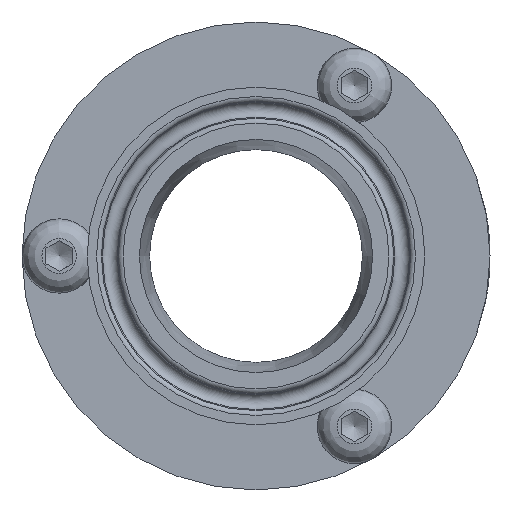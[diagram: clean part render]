
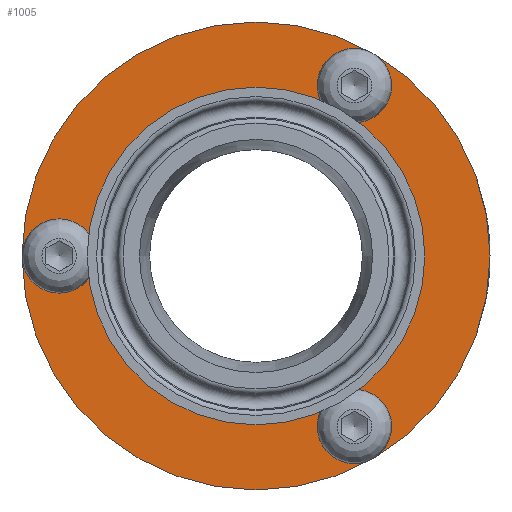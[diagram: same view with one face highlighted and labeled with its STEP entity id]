
A CAD part, left-side view. The second image highlights one B-rep face of the part: STEP entity #1005.
In plain terms, the highlighted planar face has unit normal (-1, 0, 0).
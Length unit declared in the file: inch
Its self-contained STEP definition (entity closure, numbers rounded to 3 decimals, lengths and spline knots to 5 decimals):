
#133=PLANE('',#1143);
#159=FACE_BOUND('',#332,.T.);
#160=FACE_BOUND('',#333,.T.);
#161=FACE_BOUND('',#334,.T.);
#162=FACE_BOUND('',#335,.T.);
#244=FACE_OUTER_BOUND('',#331,.T.);
#331=EDGE_LOOP('',(#785));
#332=EDGE_LOOP('',(#786));
#333=EDGE_LOOP('',(#787));
#334=EDGE_LOOP('',(#788));
#335=EDGE_LOOP('',(#789));
#501=CIRCLE('',#1142,0.8125);
#502=CIRCLE('',#1144,1.375);
#503=CIRCLE('',#1145,0.14063);
#504=CIRCLE('',#1146,0.14063);
#505=CIRCLE('',#1147,0.14063);
#583=VERTEX_POINT('',#1689);
#584=VERTEX_POINT('',#1692);
#585=VERTEX_POINT('',#1694);
#586=VERTEX_POINT('',#1696);
#587=VERTEX_POINT('',#1698);
#680=EDGE_CURVE('',#583,#583,#501,.T.);
#681=EDGE_CURVE('',#584,#584,#502,.T.);
#682=EDGE_CURVE('',#585,#585,#503,.T.);
#683=EDGE_CURVE('',#586,#586,#504,.T.);
#684=EDGE_CURVE('',#587,#587,#505,.T.);
#785=ORIENTED_EDGE('',*,*,#681,.F.);
#786=ORIENTED_EDGE('',*,*,#682,.T.);
#787=ORIENTED_EDGE('',*,*,#683,.T.);
#788=ORIENTED_EDGE('',*,*,#684,.T.);
#789=ORIENTED_EDGE('',*,*,#680,.F.);
#1005=ADVANCED_FACE('',(#244,#159,#160,#161,#162),#133,.T.);
#1142=AXIS2_PLACEMENT_3D('',#1690,#1324,#1325);
#1143=AXIS2_PLACEMENT_3D('',#1691,#1326,#1327);
#1144=AXIS2_PLACEMENT_3D('',#1693,#1328,#1329);
#1145=AXIS2_PLACEMENT_3D('',#1695,#1330,#1331);
#1146=AXIS2_PLACEMENT_3D('',#1697,#1332,#1333);
#1147=AXIS2_PLACEMENT_3D('',#1699,#1334,#1335);
#1324=DIRECTION('center_axis',(-1.,0.,0.));
#1325=DIRECTION('ref_axis',(0.,-1.,0.));
#1326=DIRECTION('center_axis',(-1.,0.,0.));
#1327=DIRECTION('ref_axis',(0.,0.,1.));
#1328=DIRECTION('center_axis',(1.,0.,0.));
#1329=DIRECTION('ref_axis',(0.,1.,0.));
#1330=DIRECTION('center_axis',(1.,0.,0.));
#1331=DIRECTION('ref_axis',(0.,0.,-1.));
#1332=DIRECTION('center_axis',(1.,0.,0.));
#1333=DIRECTION('ref_axis',(0.,0.866,0.5));
#1334=DIRECTION('center_axis',(1.,0.,0.));
#1335=DIRECTION('ref_axis',(0.,-0.866,0.5));
#1689=CARTESIAN_POINT('',(1.24691,-0.02911,0.));
#1690=CARTESIAN_POINT('Origin',(1.24691,-0.84161,0.));
#1691=CARTESIAN_POINT('Origin',(1.24691,0.22089,0.));
#1692=CARTESIAN_POINT('',(1.24691,0.53339,0.));
#1693=CARTESIAN_POINT('Origin',(1.24691,-0.84161,0.));
#1694=CARTESIAN_POINT('',(1.24691,0.31464,0.14063));
#1695=CARTESIAN_POINT('Origin',(1.24691,0.31464,0.));
#1696=CARTESIAN_POINT('',(1.24691,-1.54152,0.93103));
#1697=CARTESIAN_POINT('Origin',(1.24691,-1.41974,1.00134));
#1698=CARTESIAN_POINT('',(1.24691,-1.29795,-1.07165));
#1699=CARTESIAN_POINT('Origin',(1.24691,-1.41974,-1.00134));
